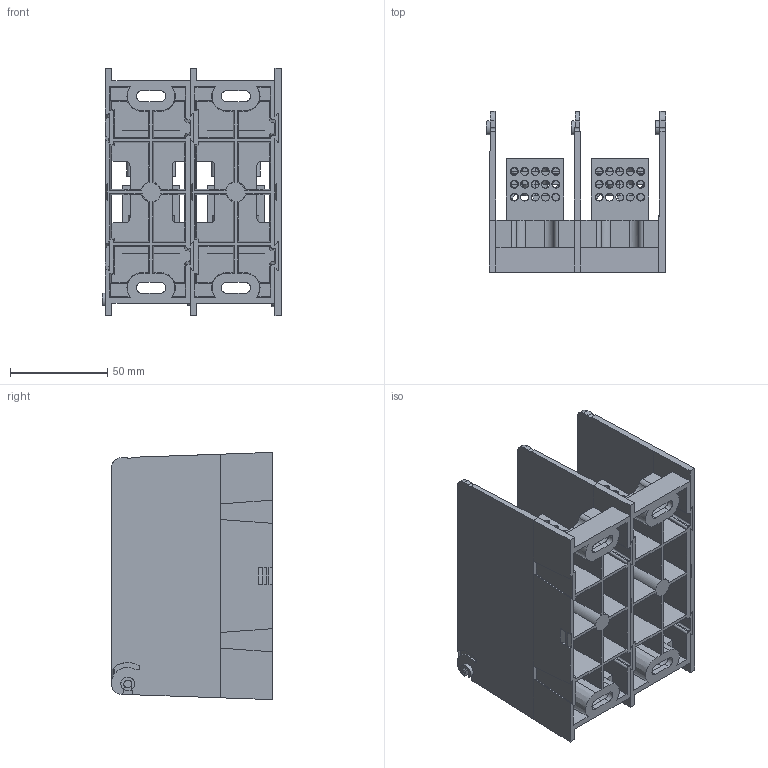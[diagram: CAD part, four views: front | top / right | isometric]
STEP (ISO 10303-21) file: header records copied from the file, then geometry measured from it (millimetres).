
FILE_DESCRIPTION (( 'STEP AP214' ), '1' );
FILE_NAME ('701903rev-2P.STEP', '2015-06-18T19:37:41', ( '' ), ( '' ), 'SwSTEP 2.0', 'SolidWorks 2014', '' );
FILE_SCHEMA (( 'AUTOMOTIVE_DESIGN' ));
Length unit declared in the file: inch
Products named in the file (1): 701903rev-2P
Bounding box: 92.16 x 82.55 x 127.01 mm (x, y, z)
Surface area: 123850.1 mm2 (no closed solid volume)
Topology: 0 solids, 32 shells, 681 faces, 2403 edges, 1636 vertices
Faces by surface type: plane 352, cone 173, cylinder 156
Entity records: 35522 total; most frequent: CARTESIAN_POINT 7276, DIRECTION 3835, ORIENTED_EDGE 3768, EDGE_CURVE 2377, VERTEX_POINT 1636, LINE 1381, VECTOR 1381, AXIS2_PLACEMENT_3D 1227
